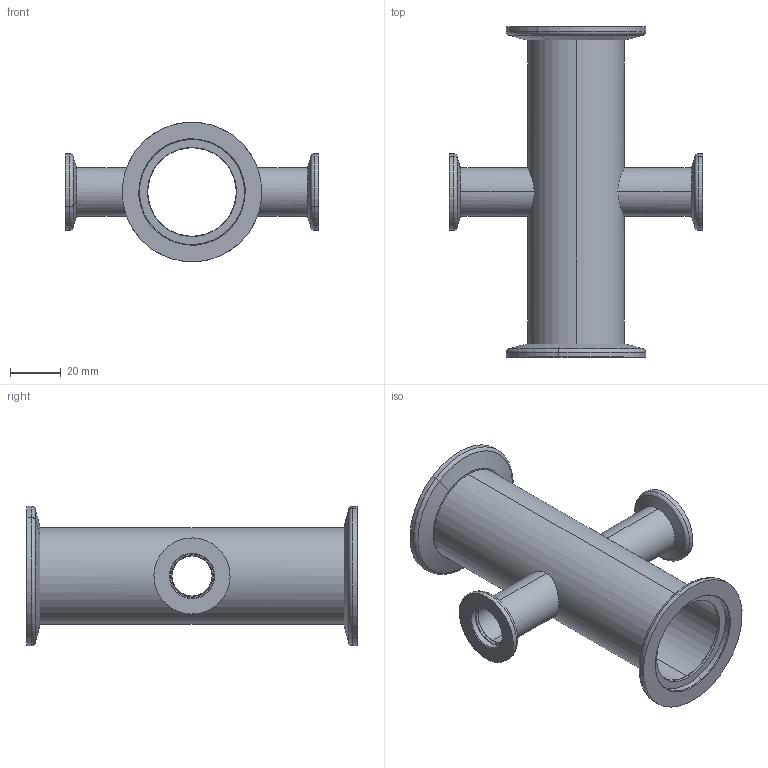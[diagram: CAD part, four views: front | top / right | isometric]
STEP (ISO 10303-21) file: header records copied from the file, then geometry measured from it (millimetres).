
FILE_DESCRIPTION (( 'STEP AP214' ), '1' );
FILE_NAME ('Hositrad_KX4R-40-16.STEP', '2011-01-19T12:30:05', ( 'Hositrad' ), ( 'Hositrad' ), 'SwSTEP 2.0', 'SolidWorks 2010', '' );
FILE_SCHEMA (( 'AUTOMOTIVE_DESIGN' ));
Length unit declared in the file: millimetre
Products named in the file (4): KF16-19WS; KF40-38WS; Hositrad_KX4R-40-16; TubeReducer-X-T-40-16
Assembly tree (5 placements, depth 2):
  Hositrad_KX4R-40-16
    TubeReducer-X-T-40-16
    KF16-19WS  x2
    KF40-38WS  x2
Bounding box: 100 x 130 x 54.92 mm (x, y, z)
Volume: 40435.5 mm3; surface area: 44995.7 mm2
Topology: 5 solids, 5 shells, 86 faces, 176 edges, 108 vertices
Faces by surface type: cylinder 44, plane 18, cone 16, torus 8
Entity records: 1916 total; most frequent: CARTESIAN_POINT 603, DIRECTION 278, ORIENTED_EDGE 212, AXIS2_PLACEMENT_3D 121, EDGE_CURVE 106, EDGE_LOOP 66, VERTEX_POINT 66, CIRCLE 62
